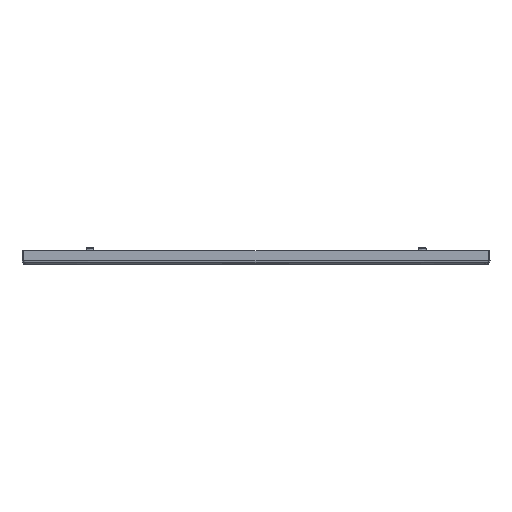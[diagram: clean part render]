
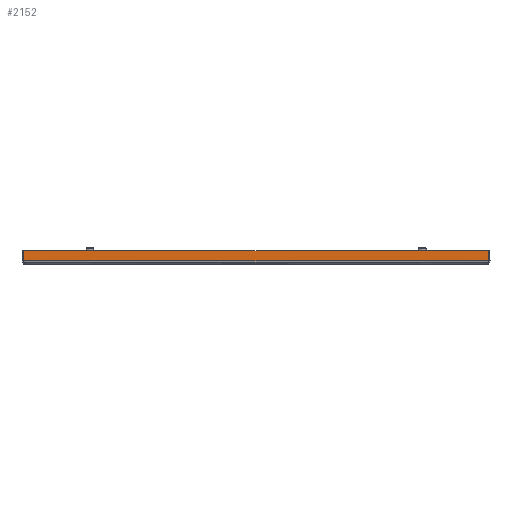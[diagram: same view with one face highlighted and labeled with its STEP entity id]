
A CAD part, left-side view. The second image highlights one B-rep face of the part: STEP entity #2152.
In plain terms, the highlighted free-form (B-spline) face has degree [1, 1] with [2, 2] control points.
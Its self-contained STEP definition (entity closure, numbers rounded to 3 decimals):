
#2094=CARTESIAN_POINT('V71',(88.054,616.837,
   234.244));
#2095=VERTEX_POINT('V71',#2094);
#2103=CARTESIAN_POINT('V72',(88.055,154.837,
   234.244));
#2104=VERTEX_POINT('V72',#2103);
#2105=CARTESIAN_POINT('E93',(88.055,154.837,
   234.244));
#2106=CARTESIAN_POINT('E93',(88.054,616.837,
   234.244));
#2107=QUASI_UNIFORM_CURVE('E93',1,(#2105,#2106),.POLYLINE_FORM.,.F.,
   .U.);
#2108=EDGE_CURVE('E93',#2104,#2095,#2107,.T.);
#2125=CARTESIAN_POINT('F23',(88.054,616.837,
   234.244));
#2126=CARTESIAN_POINT('F23',(88.054,616.837,
   224.244));
#2127=CARTESIAN_POINT('F23',(88.055,154.837,
   234.244));
#2128=CARTESIAN_POINT('F23',(88.055,154.837,
   224.244));
#2129=B_SPLINE_SURFACE_WITH_KNOTS('F23',1,1,((#2125,#2127),(#2126,
   #2128)),.PLANE_SURF.,.F.,.F.,.U.,(2,2),(2,2),(
   0.003,0.997),(0.003,
   45.927),.UNSPECIFIED.);
#2130=CARTESIAN_POINT('V52',(88.054,616.837,
   224.244));
#2131=VERTEX_POINT('V52',#2130);
#2132=CARTESIAN_POINT('E91',(88.054,616.837,
   234.244));
#2133=CARTESIAN_POINT('E91',(88.054,616.837,
   224.244));
#2134=QUASI_UNIFORM_CURVE('E91',1,(#2132,#2133),.POLYLINE_FORM.,.F.,
   .U.);
#2135=EDGE_CURVE('E91',#2095,#2131,#2134,.T.);
#2136=ORIENTED_EDGE('E91',*,*,#2135,.T.);
#2137=CARTESIAN_POINT('V51',(88.055,154.837,
   224.244));
#2138=VERTEX_POINT('V51',#2137);
#2139=CARTESIAN_POINT('E67',(88.055,154.837,
   224.244));
#2140=CARTESIAN_POINT('E67',(88.054,616.837,
   224.244));
#2141=QUASI_UNIFORM_CURVE('E67',1,(#2139,#2140),.POLYLINE_FORM.,.F.,
   .U.);
#2142=EDGE_CURVE('E67',#2138,#2131,#2141,.T.);
#2143=ORIENTED_EDGE('E67',*,*,#2142,.F.);
#2144=CARTESIAN_POINT('E92',(88.055,154.837,
   224.244));
#2145=CARTESIAN_POINT('E92',(88.055,154.837,
   234.244));
#2146=QUASI_UNIFORM_CURVE('E92',1,(#2144,#2145),.POLYLINE_FORM.,.F.,
   .U.);
#2147=EDGE_CURVE('E92',#2138,#2104,#2146,.T.);
#2148=ORIENTED_EDGE('E92',*,*,#2147,.T.);
#2149=ORIENTED_EDGE('E93',*,*,#2108,.T.);
#2150=EDGE_LOOP('F23',(#2136,#2143,#2148,#2149));
#2151=FACE_OUTER_BOUND('F23',#2150,.T.);
#2152=ADVANCED_FACE('F23',(#2151),#2129,.T.);
